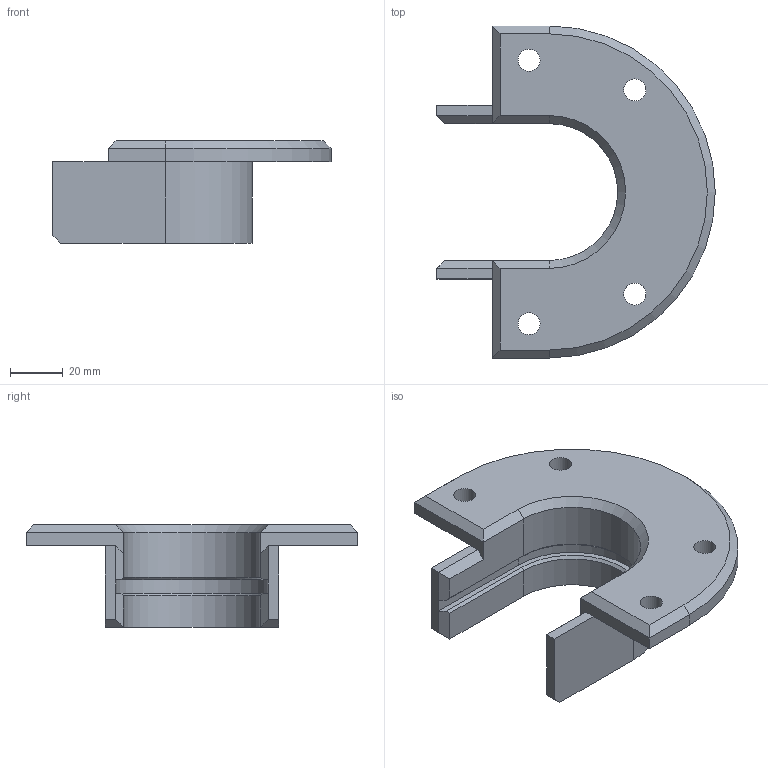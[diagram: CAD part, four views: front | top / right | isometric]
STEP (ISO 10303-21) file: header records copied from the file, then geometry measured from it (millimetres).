
FILE_DESCRIPTION( ( 'Unknown' ), '1' );
FILE_NAME( 'Pièce6.stp', 'Unknown', ( 'Unknown' ), ( 'Unknown' ), 'PSStep 10.0', 'Unknown', ' ' );
FILE_SCHEMA( ( 'automotive_design' ) );
Length unit declared in the file: millimetre
Products named in the file (1): 1
Bounding box: 105.65 x 126 x 39 mm (x, y, z)
Volume: 85922.6 mm3; surface area: 29375.7 mm2
Topology: 1 solids, 1 shells, 52 faces, 132 edges, 82 vertices
Faces by surface type: plane 39, cylinder 9, cone 4
Full cylindrical faces by diameter (mm): 8.376 x4
Entity records: 1926 total; most frequent: CARTESIAN_POINT 255, DIRECTION 252, ORIENTED_EDGE 248, EDGE_CURVE 124, LINE 102, VECTOR 102, VERTEX_POINT 78, AXIS2_PLACEMENT_3D 75
